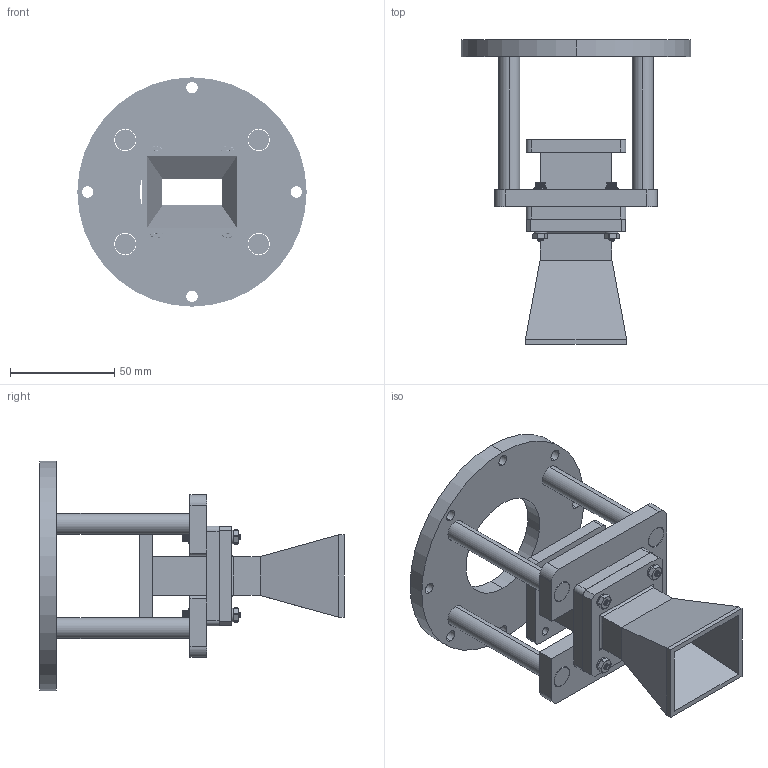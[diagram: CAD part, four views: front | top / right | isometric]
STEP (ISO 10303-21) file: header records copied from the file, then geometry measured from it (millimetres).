
FILE_DESCRIPTION (( 'STEP AP214' ), '1' );
FILE_NAME ('FM1WAN112-10_3D.step', '2024-05-06T19:11:57', ( '' ), ( '' ), 'SwSTEP 2.0', 'SolidWorks 2022', '' );
FILE_SCHEMA (( 'AUTOMOTIVE_DESIGN' ));
Length unit declared in the file: inch
Products named in the file (10): FMW112S001-1.5; FM1WAN112-10_3D; FMWAN075-112-MNT; Copy of FMWAN075-112-MNT_UPR PLT^FMWAN075-112-MNT; Screw 4-40SH x 9_16_1; 4-40 Nut_1_94150A335; Copy of PEFMWAN075-112-MNT_LWR PLT^FMWAN075-112-MNT; FMWAN112-10; Copy of FMWAN075-112-MNT_STDF RND M4 FEM, 8OD X 64LG^FMWAN075-112-MNT; No.4 Flat Washer_1_91166A230
Assembly tree (25 placements, depth 3):
  FM1WAN112-10_3D
    FMWAN075-112-MNT
      Copy of FMWAN075-112-MNT_UPR PLT^FMWAN075-112-MNT
      Copy of PEFMWAN075-112-MNT_LWR PLT^FMWAN075-112-MNT
      Copy of FMWAN075-112-MNT_STDF RND M4 FEM, 8OD X 64LG^FMWAN075-112-MNT  x4
    FMWAN112-10
    FMW112S001-1.5
    Screw 4-40SH x 9_16_1  x4
    No.4 Flat Washer_1_91166A230  x8
    4-40 Nut_1_94150A335  x4
Bounding box: 110 x 146 x 110 mm (x, y, z)
Volume: 178146.8 mm3; surface area: 82411.9 mm2
Topology: 24 solids, 24 shells, 2396 faces, 6782 edges, 4438 vertices
Faces by surface type: cylinder 810, plane 758, cone 428, torus 376, bspline 24
Entity records: 34056 total; most frequent: CARTESIAN_POINT 16403, ORIENTED_EDGE 4000, DIRECTION 3110, EDGE_CURVE 2000, VERTEX_POINT 1317, AXIS2_PLACEMENT_3D 1212, EDGE_LOOP 793, FACE_OUTER_BOUND 705
